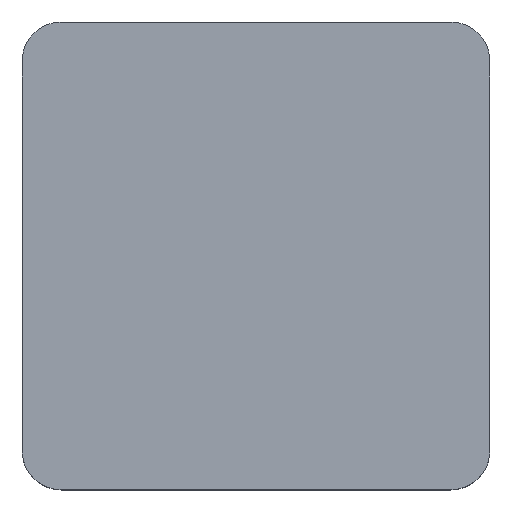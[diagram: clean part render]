
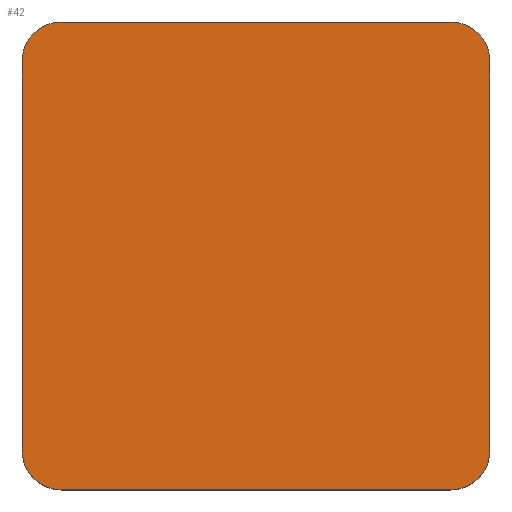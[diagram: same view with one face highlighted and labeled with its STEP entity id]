
A CAD part, top view. The second image highlights one B-rep face of the part: STEP entity #42.
In plain terms, the highlighted planar face has unit normal (0, 0, 1).
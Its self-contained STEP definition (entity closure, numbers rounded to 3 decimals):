
#42=ADVANCED_FACE('',(#58),#52,.T.);
#52=PLANE('',#244);
#58=FACE_OUTER_BOUND('',#68,.T.);
#68=EDGE_LOOP('',(#105,#106,#107,#108,#109,#110,#111,#112));
#77=CIRCLE('',#240,1.588);
#78=CIRCLE('',#241,1.588);
#79=CIRCLE('',#242,1.588);
#80=CIRCLE('',#243,1.588);
#105=ORIENTED_EDGE('',*,*,#163,.T.);
#106=ORIENTED_EDGE('',*,*,#165,.T.);
#107=ORIENTED_EDGE('',*,*,#153,.T.);
#108=ORIENTED_EDGE('',*,*,#166,.T.);
#109=ORIENTED_EDGE('',*,*,#157,.T.);
#110=ORIENTED_EDGE('',*,*,#167,.T.);
#111=ORIENTED_EDGE('',*,*,#160,.T.);
#112=ORIENTED_EDGE('',*,*,#168,.T.);
#137=VERTEX_POINT('',#392);
#138=VERTEX_POINT('',#393);
#139=VERTEX_POINT('',#398);
#140=VERTEX_POINT('',#400);
#141=VERTEX_POINT('',#404);
#142=VERTEX_POINT('',#406);
#143=VERTEX_POINT('',#410);
#144=VERTEX_POINT('',#412);
#153=EDGE_CURVE('',#137,#138,#173,.T.);
#157=EDGE_CURVE('',#140,#139,#177,.T.);
#160=EDGE_CURVE('',#142,#141,#180,.T.);
#163=EDGE_CURVE('',#144,#143,#183,.T.);
#165=EDGE_CURVE('',#143,#137,#77,.T.);
#166=EDGE_CURVE('',#138,#140,#78,.T.);
#167=EDGE_CURVE('',#139,#142,#79,.T.);
#168=EDGE_CURVE('',#141,#144,#80,.T.);
#173=LINE('',#391,#189);
#177=LINE('',#399,#193);
#180=LINE('',#405,#196);
#183=LINE('',#411,#199);
#189=VECTOR('',#269,1.0);
#193=VECTOR('',#275,1.0);
#196=VECTOR('',#280,1.0);
#199=VECTOR('',#285,1.0);
#240=AXIS2_PLACEMENT_3D('',#415,#289,#290);
#241=AXIS2_PLACEMENT_3D('',#416,#291,#292);
#242=AXIS2_PLACEMENT_3D('',#417,#293,#294);
#243=AXIS2_PLACEMENT_3D('',#418,#295,#296);
#244=AXIS2_PLACEMENT_3D('',#419,#297,#298);
#269=DIRECTION('',(-1.0,0.0,0.));
#275=DIRECTION('',(0.,-1.0,0.));
#280=DIRECTION('',(1.0,0.0,0.));
#285=DIRECTION('',(0.,1.0,0.));
#289=DIRECTION('',(0.,0.,1.0));
#290=DIRECTION('',(-0.707,0.707,0.));
#291=DIRECTION('',(0.,0.,1.0));
#292=DIRECTION('',(-0.707,0.707,0.));
#293=DIRECTION('',(0.,0.,1.0));
#294=DIRECTION('',(-0.707,0.707,0.));
#295=DIRECTION('',(0.,0.,1.0));
#296=DIRECTION('',(-0.707,0.707,0.));
#297=DIRECTION('',(0.,0.,1.0));
#298=DIRECTION('',(-0.707,0.707,0.));
#391=CARTESIAN_POINT('',(9.525,19.05,0.));
#392=CARTESIAN_POINT('',(17.463,19.05,0.));
#393=CARTESIAN_POINT('',(1.587,19.05,0.));
#398=CARTESIAN_POINT('',(0.,1.587,0.));
#399=CARTESIAN_POINT('',(0.,9.525,0.));
#400=CARTESIAN_POINT('',(0.,17.463,0.));
#404=CARTESIAN_POINT('',(17.463,0.,0.));
#405=CARTESIAN_POINT('',(9.525,0.,0.));
#406=CARTESIAN_POINT('',(1.588,0.,0.));
#410=CARTESIAN_POINT('',(19.05,17.463,0.));
#411=CARTESIAN_POINT('',(19.05,9.525,0.));
#412=CARTESIAN_POINT('',(19.05,1.588,0.));
#415=CARTESIAN_POINT('',(17.463,17.463,0.));
#416=CARTESIAN_POINT('',(1.587,17.463,0.));
#417=CARTESIAN_POINT('',(1.588,1.588,0.));
#418=CARTESIAN_POINT('',(17.463,1.588,0.));
#419=CARTESIAN_POINT('',(9.525,9.525,0.));
